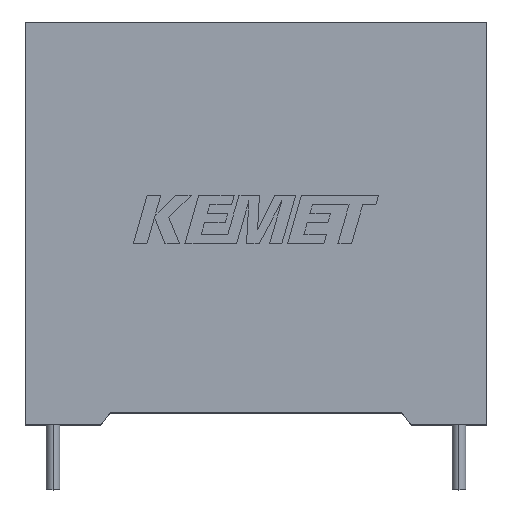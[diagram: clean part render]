
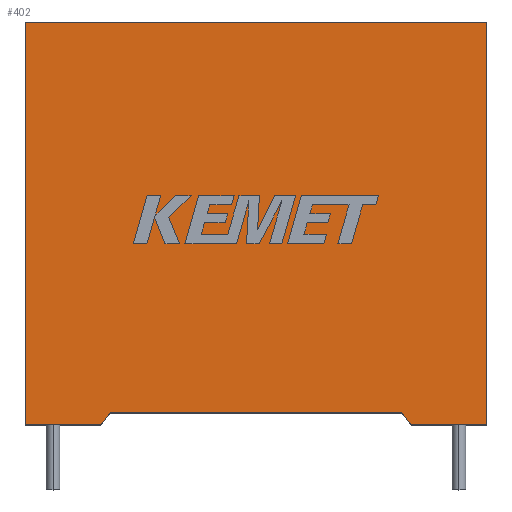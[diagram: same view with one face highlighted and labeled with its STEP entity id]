
A CAD part, top view. The second image highlights one B-rep face of the part: STEP entity #402.
In plain terms, the highlighted planar face has unit normal (0, 0, 1).
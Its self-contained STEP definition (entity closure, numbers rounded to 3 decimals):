
#26 = DIRECTION ( 'NONE',  ( 1., 0., 0. ) ) ;
#58 = CARTESIAN_POINT ( 'NONE',  ( 0., 0., 28.4 ) ) ;
#67 = CARTESIAN_POINT ( 'NONE',  ( 7.85, 1.094, 28.4 ) ) ;
#163 = ORIENTED_EDGE ( 'NONE', *, *, #1927, .T. ) ;
#204 = EDGE_CURVE ( 'NONE', #2579, #1122, #2193, .T. ) ;
#208 = CARTESIAN_POINT ( 'NONE',  ( 42.6, 37.2, 28.4 ) ) ;
#242 = ORIENTED_EDGE ( 'NONE', *, *, #466, .T. ) ;
#255 = CARTESIAN_POINT ( 'NONE',  ( 6.95, 0., 28.4 ) ) ;
#303 = VECTOR ( 'NONE', #2627, 1000. ) ;
#315 = CARTESIAN_POINT ( 'NONE',  ( 0., 37.2, 28.4 ) ) ;
#342 = EDGE_CURVE ( 'NONE', #1122, #1171, #2036, .T. ) ;
#355 = CARTESIAN_POINT ( 'NONE',  ( 34.75, 1.094, 28.4 ) ) ;
#364 = CARTESIAN_POINT ( 'NONE',  ( 42.6, 0., 28.4 ) ) ;
#379 = FACE_OUTER_BOUND ( 'NONE', #2194, .T. ) ;
#402 = ADVANCED_FACE ( 'NONE', ( #379 ), #972, .F. ) ;
#466 = EDGE_CURVE ( 'NONE', #1171, #2319, #3003, .T. ) ;
#679 = EDGE_CURVE ( 'NONE', #2579, #2979, #1261, .T. ) ;
#690 = ORIENTED_EDGE ( 'NONE', *, *, #342, .T. ) ;
#857 = VECTOR ( 'NONE', #2957, 1000. ) ;
#894 = LINE ( 'NONE', #2380, #303 ) ;
#972 = PLANE ( 'NONE',  #2285 ) ;
#976 = VECTOR ( 'NONE', #26, 1000. ) ;
#1011 = VECTOR ( 'NONE', #2478, 1000. ) ;
#1122 = VERTEX_POINT ( 'NONE', #1655 ) ;
#1164 = CARTESIAN_POINT ( 'NONE',  ( 0., 0., 28.4 ) ) ;
#1171 = VERTEX_POINT ( 'NONE', #2161 ) ;
#1185 = CARTESIAN_POINT ( 'NONE',  ( 34.75, 1.094, 28.4 ) ) ;
#1229 = EDGE_CURVE ( 'NONE', #2319, #2156, #2927, .T. ) ;
#1261 = LINE ( 'NONE', #1291, #2222 ) ;
#1291 = CARTESIAN_POINT ( 'NONE',  ( 21.3, 1.094, 28.4 ) ) ;
#1568 = VECTOR ( 'NONE', #1587, 1000. ) ;
#1587 = DIRECTION ( 'NONE',  ( 1., 0., 0. ) ) ;
#1655 = CARTESIAN_POINT ( 'NONE',  ( 35.65, 0., 28.4 ) ) ;
#1871 = ORIENTED_EDGE ( 'NONE', *, *, #3095, .F. ) ;
#1906 = LINE ( 'NONE', #2705, #857 ) ;
#1927 = EDGE_CURVE ( 'NONE', #2156, #1928, #894, .T. ) ;
#1928 = VERTEX_POINT ( 'NONE', #1164 ) ;
#1955 = VECTOR ( 'NONE', #2623, 1000. ) ;
#1980 = CARTESIAN_POINT ( 'NONE',  ( 0., 37.2, 28.4 ) ) ;
#2036 = LINE ( 'NONE', #2706, #976 ) ;
#2156 = VERTEX_POINT ( 'NONE', #315 ) ;
#2161 = CARTESIAN_POINT ( 'NONE',  ( 42.6, 0., 28.4 ) ) ;
#2193 = LINE ( 'NONE', #1185, #1955 ) ;
#2194 = EDGE_LOOP ( 'NONE', ( #2585, #2582, #690, #242, #2844, #163, #2378, #1871 ) ) ;
#2213 = DIRECTION ( 'NONE',  ( -1., 0., 0. ) ) ;
#2222 = VECTOR ( 'NONE', #3022, 1000. ) ;
#2285 = AXIS2_PLACEMENT_3D ( 'NONE', #2959, #2476, #2213 ) ;
#2319 = VERTEX_POINT ( 'NONE', #208 ) ;
#2344 = VECTOR ( 'NONE', #2483, 1000. ) ;
#2378 = ORIENTED_EDGE ( 'NONE', *, *, #3140, .T. ) ;
#2380 = CARTESIAN_POINT ( 'NONE',  ( 0., 0., 28.4 ) ) ;
#2476 = DIRECTION ( 'NONE',  ( 0., 0., -1. ) ) ;
#2478 = DIRECTION ( 'NONE',  ( -1., 0., 0. ) ) ;
#2483 = DIRECTION ( 'NONE',  ( 0., 1., 0. ) ) ;
#2498 = VERTEX_POINT ( 'NONE', #255 ) ;
#2579 = VERTEX_POINT ( 'NONE', #355 ) ;
#2582 = ORIENTED_EDGE ( 'NONE', *, *, #204, .T. ) ;
#2585 = ORIENTED_EDGE ( 'NONE', *, *, #679, .F. ) ;
#2623 = DIRECTION ( 'NONE',  ( 0.635, -0.772, 0. ) ) ;
#2627 = DIRECTION ( 'NONE',  ( 0., -1., 0. ) ) ;
#2705 = CARTESIAN_POINT ( 'NONE',  ( 7.85, 1.094, 28.4 ) ) ;
#2706 = CARTESIAN_POINT ( 'NONE',  ( 0., 0., 28.4 ) ) ;
#2796 = LINE ( 'NONE', #58, #1568 ) ;
#2844 = ORIENTED_EDGE ( 'NONE', *, *, #1229, .T. ) ;
#2927 = LINE ( 'NONE', #1980, #1011 ) ;
#2957 = DIRECTION ( 'NONE',  ( -0.635, -0.772, 0. ) ) ;
#2959 = CARTESIAN_POINT ( 'NONE',  ( 0., 0., 28.4 ) ) ;
#2979 = VERTEX_POINT ( 'NONE', #67 ) ;
#3003 = LINE ( 'NONE', #364, #2344 ) ;
#3022 = DIRECTION ( 'NONE',  ( -1., 0., 0. ) ) ;
#3095 = EDGE_CURVE ( 'NONE', #2979, #2498, #1906, .T. ) ;
#3140 = EDGE_CURVE ( 'NONE', #1928, #2498, #2796, .T. ) ;
